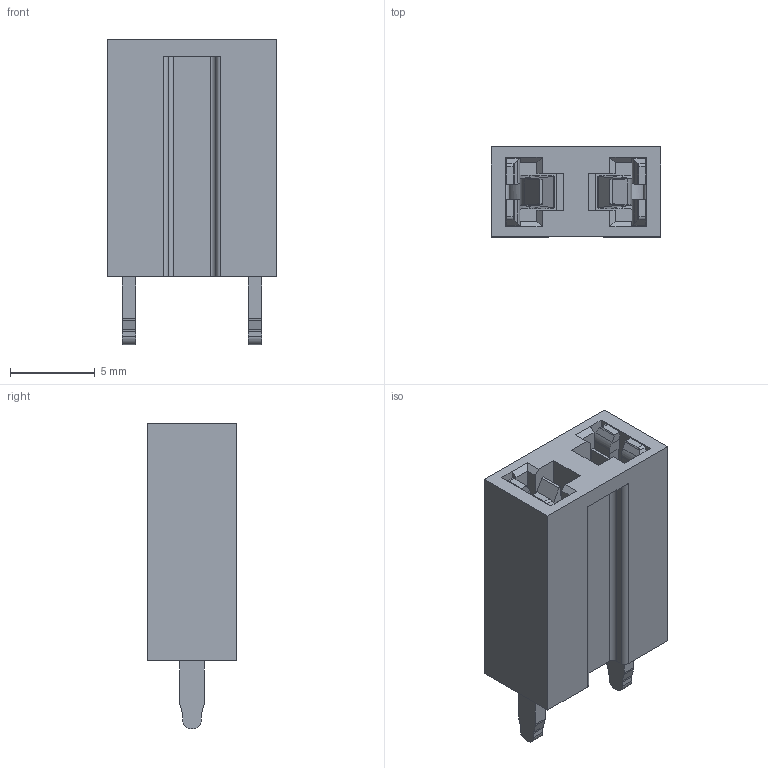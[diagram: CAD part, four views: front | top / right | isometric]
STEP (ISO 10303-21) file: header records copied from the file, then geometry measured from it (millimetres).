
FILE_DESCRIPTION (( 'STEP AP203' ), '1' );
FILE_NAME ('S93784-F01.STEP', '2025-03-13T08:28:35', ( '' ), ( '' ), 'SwSTEP 2.0', 'SolidWorks 2023', '' );
FILE_SCHEMA (( 'CONFIG_CONTROL_DESIGN' ));
Length unit declared in the file: millimetre
Products named in the file (3): K93784-B_B; S93784-F01; K98670-E
Assembly tree (3 placements, depth 2):
  S93784-F01
    K93784-B_B
    K98670-E  x2
Bounding box: 10 x 5.3 x 18 mm (x, y, z)
Volume: 512.7 mm3; surface area: 1339.4 mm2
Topology: 3 solids, 3 shells, 531 faces, 1426 edges, 936 vertices
Faces by surface type: plane 275, bspline 193, cylinder 63
Full cylindrical faces by diameter (mm): 3 x1
Entity records: 22434 total; most frequent: CARTESIAN_POINT 12392, ORIENTED_EDGE 2328, DIRECTION 1402, EDGE_CURVE 1164, VERTEX_POINT 768, VECTOR 748, LINE 748, EDGE_LOOP 476
